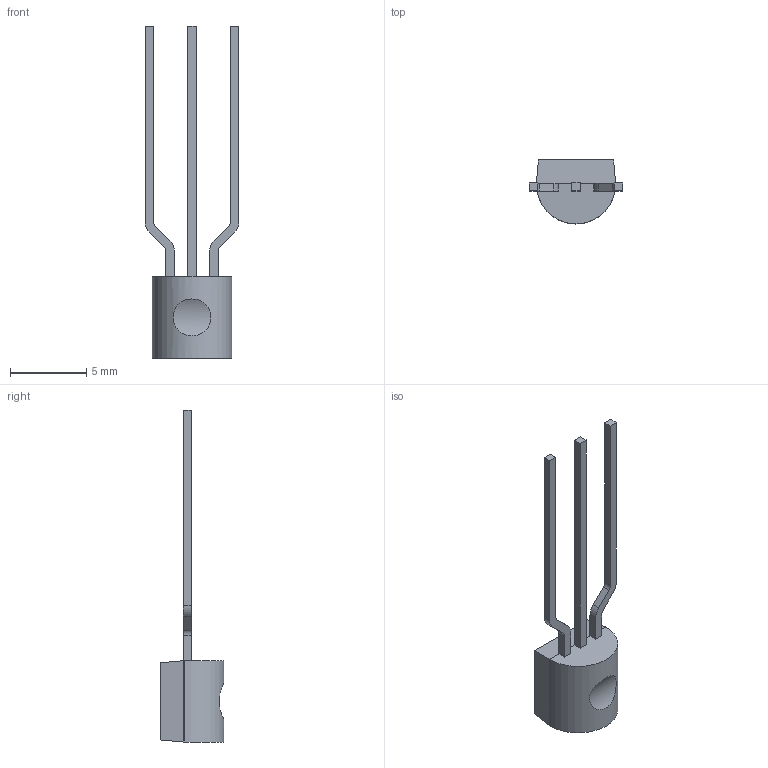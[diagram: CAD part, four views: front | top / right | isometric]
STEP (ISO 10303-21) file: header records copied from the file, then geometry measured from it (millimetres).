
FILE_DESCRIPTION (( 'STEP AP214' ), '1' );
FILE_NAME ('BC548BTA.STEP', '2021-11-17T10:50:53', ( '' ), ( '' ), 'SwSTEP 2.0', 'SolidWorks 2018', '' );
FILE_SCHEMA (( 'AUTOMOTIVE_DESIGN' ));
Length unit declared in the file: millimetre
Products named in the file (2): BC548BTA
Bounding box: 6.16 x 4.19 x 21.77 mm (x, y, z)
Volume: 112.5 mm3; surface area: 233 mm2
Topology: 4 solids, 4 shells, 45 faces, 106 edges, 70 vertices
Faces by surface type: plane 33, cylinder 12
Entity records: 1521 total; most frequent: CARTESIAN_POINT 265, DIRECTION 220, ORIENTED_EDGE 212, EDGE_CURVE 106, LINE 82, VECTOR 82, VERTEX_POINT 70, AXIS2_PLACEMENT_3D 69
